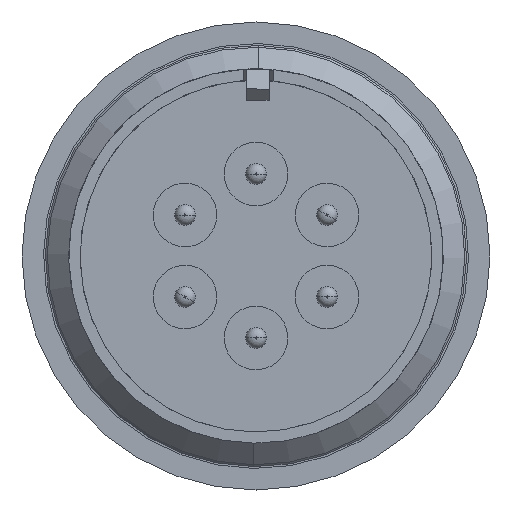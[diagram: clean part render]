
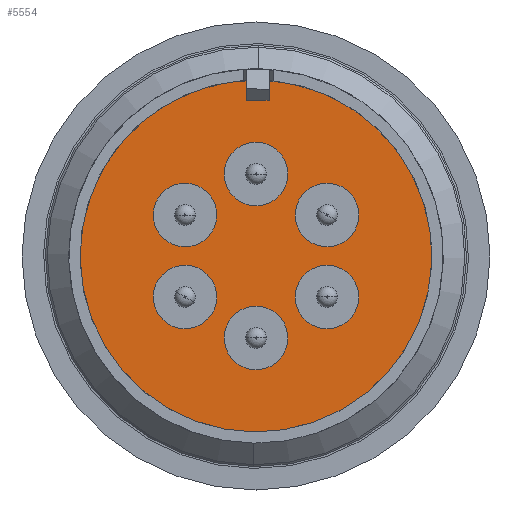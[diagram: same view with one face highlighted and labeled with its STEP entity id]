
A CAD part, front view. The second image highlights one B-rep face of the part: STEP entity #5554.
In plain terms, the highlighted planar face has unit normal (0, -1, 0).
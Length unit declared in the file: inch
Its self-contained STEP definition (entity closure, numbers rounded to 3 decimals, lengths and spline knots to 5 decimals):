
#365 = AXIS2_PLACEMENT_3D ( 'NONE', #1057, #1054, #1058 ) ;
#366 = AXIS2_PLACEMENT_3D ( 'NONE', #1063, #1120, #1132 ) ;
#367 = AXIS2_PLACEMENT_3D ( 'NONE', #1056, #1093, #1171 ) ;
#368 = AXIS2_PLACEMENT_3D ( 'NONE', #982, #979, #955 ) ;
#369 = AXIS2_PLACEMENT_3D ( 'NONE', #1097, #1105, #1141 ) ;
#370 = AXIS2_PLACEMENT_3D ( 'NONE', #1167, #1071, #1069 ) ;
#464 = AXIS2_PLACEMENT_3D ( 'NONE', #3320, #3575, #3564 ) ;
#487 = EDGE_CURVE ( 'NONE', #2527, #2353, #2875, .T. ) ;
#519 = EDGE_CURVE ( 'NONE', #2127, #2170, #2830, .T. ) ;
#694 = EDGE_CURVE ( 'NONE', #2515, #2185, #3782, .T. ) ;
#695 = EDGE_CURVE ( 'NONE', #2252, #2313, #3662, .T. ) ;
#696 = EDGE_CURVE ( 'NONE', #2042, #2494, #3672, .T. ) ;
#697 = EDGE_CURVE ( 'NONE', #2045, #2005, #3686, .T. ) ;
#698 = EDGE_CURVE ( 'NONE', #2353, #2527, #3673, .T. ) ;
#699 = EDGE_CURVE ( 'NONE', #2131, #1994, #4181, .T. ) ;
#724 = AXIS2_PLACEMENT_3D ( 'NONE', #5334, #5176, #5178 ) ;
#739 = AXIS2_PLACEMENT_3D ( 'NONE', #4965, #4978, #4973 ) ;
#751 = CARTESIAN_POINT ( 'NONE',  ( 0.12633, 0.39565, 0.0528 ) ) ;
#785 = CARTESIAN_POINT ( 'NONE',  ( 0.25299, 0.39565, 0.1662 ) ) ;
#803 = CARTESIAN_POINT ( 'NONE',  ( 0., 0.39565, -0.51 ) ) ;
#827 = CARTESIAN_POINT ( 'NONE',  ( -0.08076, 0.39565, -0.2455 ) ) ;
#842 = CARTESIAN_POINT ( 'NONE',  ( 0.27466, 0.39565, -0.1095 ) ) ;
#854 = CARTESIAN_POINT ( 'NONE',  ( 0., 0.39565, 0.51 ) ) ;
#866 = CARTESIAN_POINT ( 'NONE',  ( -0.1138, 0.39565, 0.14784 ) ) ;
#921 = CARTESIAN_POINT ( 'NONE',  ( -0.1211, 0.39565, -0.05925 ) ) ;
#922 = CARTESIAN_POINT ( 'NONE',  ( -0.25822, 0.39565, -0.15975 ) ) ;
#955 = DIRECTION ( 'NONE',  ( 0., 0., 1. ) ) ;
#967 = CARTESIAN_POINT ( 'NONE',  ( 0.10466, 0.39565, -0.1095 ) ) ;
#979 = DIRECTION ( 'NONE',  ( 0., -1., 0. ) ) ;
#982 = CARTESIAN_POINT ( 'NONE',  ( -0.18966, 0.39565, -0.1095 ) ) ;
#1054 = DIRECTION ( 'NONE',  ( 0., -1., 0. ) ) ;
#1056 = CARTESIAN_POINT ( 'NONE',  ( -0.18966, 0.39565, 0.1095 ) ) ;
#1057 = CARTESIAN_POINT ( 'NONE',  ( 0., 0.39565, -0.219 ) ) ;
#1058 = DIRECTION ( 'NONE',  ( 0., 0., 1. ) ) ;
#1063 = CARTESIAN_POINT ( 'NONE',  ( 0.18966, 0.39565, 0.1095 ) ) ;
#1069 = DIRECTION ( 'NONE',  ( 0., 0., 1. ) ) ;
#1071 = DIRECTION ( 'NONE',  ( 0., -1., 0. ) ) ;
#1093 = DIRECTION ( 'NONE',  ( 0., -1., 0. ) ) ;
#1097 = CARTESIAN_POINT ( 'NONE',  ( 0., 0.39565, 0.219 ) ) ;
#1105 = DIRECTION ( 'NONE',  ( 0., -1., 0. ) ) ;
#1120 = DIRECTION ( 'NONE',  ( 0., -1., 0. ) ) ;
#1132 = DIRECTION ( 'NONE',  ( 0., 0., 1. ) ) ;
#1141 = DIRECTION ( 'NONE',  ( 0., 0., 1. ) ) ;
#1167 = CARTESIAN_POINT ( 'NONE',  ( 0.18966, 0.39565, -0.1095 ) ) ;
#1171 = DIRECTION ( 'NONE',  ( 0., 0., 1. ) ) ;
#1565 = DIRECTION ( 'NONE',  ( 0., -1., 0. ) ) ;
#1566 = CARTESIAN_POINT ( 'NONE',  ( -0.18966, 0.39565, -0.1095 ) ) ;
#1567 = DIRECTION ( 'NONE',  ( 0., 0., 1. ) ) ;
#1571 = DIRECTION ( 'NONE',  ( 0., 0., 1. ) ) ;
#1572 = DIRECTION ( 'NONE',  ( 0., -1., 0. ) ) ;
#1575 = CARTESIAN_POINT ( 'NONE',  ( 0.18966, 0.39565, -0.1095 ) ) ;
#1628 = DIRECTION ( 'NONE',  ( 0., 0., 1. ) ) ;
#1629 = DIRECTION ( 'NONE',  ( 0., -1., 0. ) ) ;
#1631 = CARTESIAN_POINT ( 'NONE',  ( 0.18966, 0.39565, 0.1095 ) ) ;
#1637 = DIRECTION ( 'NONE',  ( 0., 0., 1. ) ) ;
#1639 = DIRECTION ( 'NONE',  ( 0., -1., 0. ) ) ;
#1640 = CARTESIAN_POINT ( 'NONE',  ( -0.18966, 0.39565, 0.1095 ) ) ;
#1660 = DIRECTION ( 'NONE',  ( 0., 0., 1. ) ) ;
#1661 = DIRECTION ( 'NONE',  ( 0., -1., 0. ) ) ;
#1662 = CARTESIAN_POINT ( 'NONE',  ( 0., 0.39565, -0.219 ) ) ;
#1702 = DIRECTION ( 'NONE',  ( 0., 0., -1. ) ) ;
#1703 = DIRECTION ( 'NONE',  ( 0., 1., 0. ) ) ;
#1704 = CARTESIAN_POINT ( 'NONE',  ( 0., 0.39565, 0. ) ) ;
#1735 = CARTESIAN_POINT ( 'NONE',  ( 0.08379, 0.39565, 0.23331 ) ) ;
#1765 = CARTESIAN_POINT ( 'NONE',  ( -0.08379, 0.39565, 0.20469 ) ) ;
#1799 = CARTESIAN_POINT ( 'NONE',  ( 0.08076, 0.39565, -0.1925 ) ) ;
#1832 = CARTESIAN_POINT ( 'NONE',  ( -0.26552, 0.39565, 0.07116 ) ) ;
#1853 = AXIS2_PLACEMENT_3D ( 'NONE', #1704, #1703, #1702 ) ;
#1866 = AXIS2_PLACEMENT_3D ( 'NONE', #1662, #1661, #1660 ) ;
#1868 = AXIS2_PLACEMENT_3D ( 'NONE', #1640, #1639, #1637 ) ;
#1870 = AXIS2_PLACEMENT_3D ( 'NONE', #1631, #1629, #1628 ) ;
#1883 = AXIS2_PLACEMENT_3D ( 'NONE', #1566, #1565, #1567 ) ;
#1885 = AXIS2_PLACEMENT_3D ( 'NONE', #1575, #1572, #1571 ) ;
#1994 = VERTEX_POINT ( 'NONE', #967 ) ;
#2005 = VERTEX_POINT ( 'NONE', #921 ) ;
#2042 = VERTEX_POINT ( 'NONE', #866 ) ;
#2045 = VERTEX_POINT ( 'NONE', #922 ) ;
#2127 = VERTEX_POINT ( 'NONE', #854 ) ;
#2131 = VERTEX_POINT ( 'NONE', #842 ) ;
#2170 = VERTEX_POINT ( 'NONE', #803 ) ;
#2185 = VERTEX_POINT ( 'NONE', #827 ) ;
#2252 = VERTEX_POINT ( 'NONE', #785 ) ;
#2313 = VERTEX_POINT ( 'NONE', #751 ) ;
#2353 = VERTEX_POINT ( 'NONE', #1735 ) ;
#2494 = VERTEX_POINT ( 'NONE', #1832 ) ;
#2515 = VERTEX_POINT ( 'NONE', #1799 ) ;
#2527 = VERTEX_POINT ( 'NONE', #1765 ) ;
#2830 = CIRCLE ( 'NONE', #739, 0.51 ) ;
#2875 = CIRCLE ( 'NONE', #724, 0.085 ) ;
#2947 = ORIENTED_EDGE ( 'NONE', *, *, #3299, .F. ) ;
#2948 = ORIENTED_EDGE ( 'NONE', *, *, #487, .F. ) ;
#2949 = ORIENTED_EDGE ( 'NONE', *, *, #698, .F. ) ;
#2950 = ORIENTED_EDGE ( 'NONE', *, *, #3297, .F. ) ;
#2951 = ORIENTED_EDGE ( 'NONE', *, *, #3270, .F. ) ;
#2952 = ORIENTED_EDGE ( 'NONE', *, *, #696, .F. ) ;
#2953 = ORIENTED_EDGE ( 'NONE', *, *, #3275, .F. ) ;
#2954 = ORIENTED_EDGE ( 'NONE', *, *, #695, .F. ) ;
#2955 = ORIENTED_EDGE ( 'NONE', *, *, #3265, .F. ) ;
#2956 = ORIENTED_EDGE ( 'NONE', *, *, #694, .F. ) ;
#2957 = ORIENTED_EDGE ( 'NONE', *, *, #519, .F. ) ;
#2958 = ORIENTED_EDGE ( 'NONE', *, *, #3252, .F. ) ;
#3012 = ORIENTED_EDGE ( 'NONE', *, *, #699, .F. ) ;
#3013 = ORIENTED_EDGE ( 'NONE', *, *, #697, .F. ) ;
#3200 = EDGE_LOOP ( 'NONE', ( #2951, #2952 ) ) ;
#3201 = EDGE_LOOP ( 'NONE', ( #2957, #2958 ) ) ;
#3241 = EDGE_LOOP ( 'NONE', ( #2953, #2954 ) ) ;
#3252 = EDGE_CURVE ( 'NONE', #2170, #2127, #4072, .T. ) ;
#3265 = EDGE_CURVE ( 'NONE', #2185, #2515, #3951, .T. ) ;
#3270 = EDGE_CURVE ( 'NONE', #2494, #2042, #4090, .T. ) ;
#3275 = EDGE_CURVE ( 'NONE', #2313, #2252, #4111, .T. ) ;
#3297 = EDGE_CURVE ( 'NONE', #2005, #2045, #4027, .T. ) ;
#3299 = EDGE_CURVE ( 'NONE', #1994, #2131, #3922, .T. ) ;
#3320 = CARTESIAN_POINT ( 'NONE',  ( 0., 0.39565, 0. ) ) ;
#3414 = PLANE ( 'NONE',  #464 ) ;
#3564 = DIRECTION ( 'NONE',  ( 1., 0., 0. ) ) ;
#3575 = DIRECTION ( 'NONE',  ( 0., 1., 0. ) ) ;
#3662 = CIRCLE ( 'NONE', #366, 0.085 ) ;
#3672 = CIRCLE ( 'NONE', #367, 0.085 ) ;
#3673 = CIRCLE ( 'NONE', #369, 0.085 ) ;
#3686 = CIRCLE ( 'NONE', #368, 0.085 ) ;
#3782 = CIRCLE ( 'NONE', #365, 0.085 ) ;
#3912 = FACE_BOUND ( 'NONE', #5821, .T. ) ;
#3914 = FACE_BOUND ( 'NONE', #3200, .T. ) ;
#3915 = FACE_BOUND ( 'NONE', #5810, .T. ) ;
#3922 = CIRCLE ( 'NONE', #1885, 0.085 ) ;
#3930 = FACE_BOUND ( 'NONE', #5797, .T. ) ;
#3931 = FACE_BOUND ( 'NONE', #5796, .T. ) ;
#3932 = FACE_OUTER_BOUND ( 'NONE', #3201, .T. ) ;
#3951 = CIRCLE ( 'NONE', #1866, 0.085 ) ;
#4009 = FACE_BOUND ( 'NONE', #3241, .T. ) ;
#4027 = CIRCLE ( 'NONE', #1883, 0.085 ) ;
#4072 = CIRCLE ( 'NONE', #1853, 0.51 ) ;
#4090 = CIRCLE ( 'NONE', #1868, 0.085 ) ;
#4111 = CIRCLE ( 'NONE', #1870, 0.085 ) ;
#4181 = CIRCLE ( 'NONE', #370, 0.085 ) ;
#4965 = CARTESIAN_POINT ( 'NONE',  ( 0., 0.39565, 0. ) ) ;
#4973 = DIRECTION ( 'NONE',  ( 0., 0., -1. ) ) ;
#4978 = DIRECTION ( 'NONE',  ( 0., 1., 0. ) ) ;
#5176 = DIRECTION ( 'NONE',  ( 0., -1., 0. ) ) ;
#5178 = DIRECTION ( 'NONE',  ( 0., 0., 1. ) ) ;
#5334 = CARTESIAN_POINT ( 'NONE',  ( 0., 0.39565, 0.219 ) ) ;
#5554 = ADVANCED_FACE ( 'NONE', ( #3915, #3912, #3930, #3914, #4009, #3931, #3932 ), #3414, .F. ) ;
#5796 = EDGE_LOOP ( 'NONE', ( #2955, #2956 ) ) ;
#5797 = EDGE_LOOP ( 'NONE', ( #2950, #3013 ) ) ;
#5810 = EDGE_LOOP ( 'NONE', ( #2947, #3012 ) ) ;
#5821 = EDGE_LOOP ( 'NONE', ( #2948, #2949 ) ) ;
